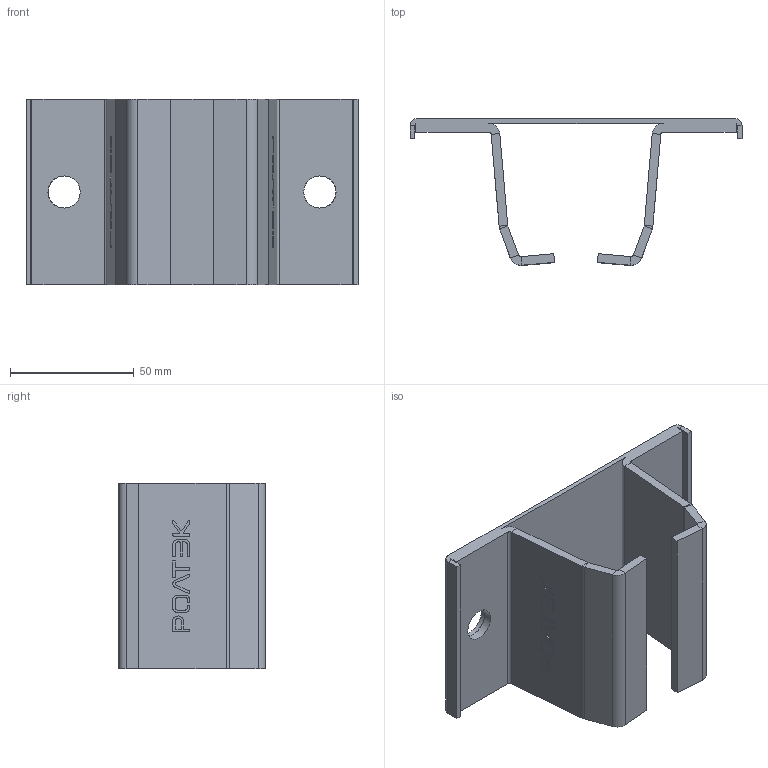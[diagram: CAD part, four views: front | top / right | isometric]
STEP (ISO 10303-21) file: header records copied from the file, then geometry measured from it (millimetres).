
FILE_DESCRIPTION(('STEP AP203'), '1');
FILE_NAME('273.RC55 Çàõâàò RC55 ñ âåðõíèì êðåïëåíèåì', '', ('UNSPECIFIED'), ('UNSPECIFIED'), 'ASCON STEP Converter 1.3', 'ASCON Math Kernel', '');
FILE_SCHEMA(('CONFIG_CONTROL_DESIGN'));
Length unit declared in the file: millimetre
Products named in the file (1): 273.RC55
Bounding box: 134 x 59.25 x 75 mm (x, y, z)
Volume: 72985.8 mm3; surface area: 46339.9 mm2
Topology: 1 solids, 1 shells, 318 faces, 854 edges, 552 vertices
Faces by surface type: plane 184, cylinder 134
Full cylindrical faces by diameter (mm): 13 x4
Entity records: 12514 total; most frequent: DIRECTION 1764, CARTESIAN_POINT 1721, ORIENTED_EDGE 1700, EDGE_CURVE 850, AXIS2_PLACEMENT_3D 595, LINE 574, VECTOR 574, VERTEX_POINT 552
